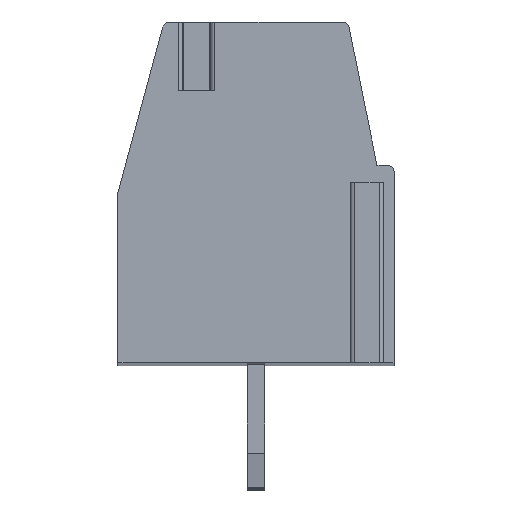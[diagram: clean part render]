
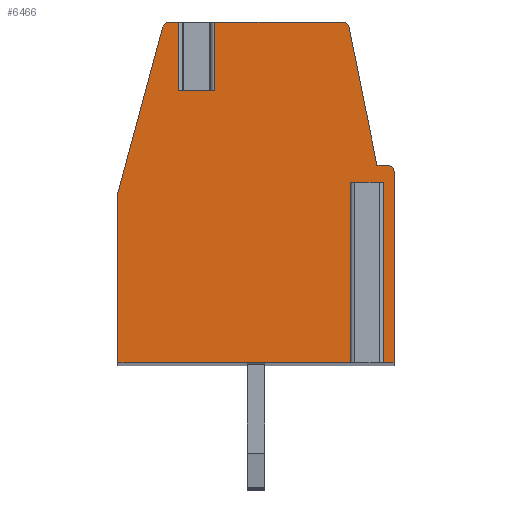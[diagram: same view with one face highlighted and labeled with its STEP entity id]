
A CAD part, top view. The second image highlights one B-rep face of the part: STEP entity #6466.
In plain terms, the highlighted planar face has unit normal (0, 0, 1).
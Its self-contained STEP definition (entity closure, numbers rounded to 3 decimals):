
#284=DIRECTION('',(-1.,0.,0.));
#285=VECTOR('',#284,1.07);
#286=CARTESIAN_POINT('',(-1.21,3.,2.5));
#287=LINE('',#286,#285);
#288=DIRECTION('',(0.,1.,0.));
#289=VECTOR('',#288,2.);
#290=CARTESIAN_POINT('',(-1.21,3.,2.5));
#291=LINE('',#290,#289);
#292=DIRECTION('',(-1.,0.,0.));
#293=VECTOR('',#292,3.746);
#294=CARTESIAN_POINT('',(2.536,5.,2.5));
#295=LINE('',#294,#293);
#296=CARTESIAN_POINT('',(2.536,4.8,2.5));
#297=DIRECTION('',(0.,0.,1.));
#298=DIRECTION('',(0.98,0.198,0.));
#299=AXIS2_PLACEMENT_3D('',#296,#297,#298);
#301=DIRECTION('',(-0.198,0.98,0.));
#302=VECTOR('',#301,4.122);
#303=CARTESIAN_POINT('',(3.55,0.8,2.5));
#304=LINE('',#303,#302);
#305=DIRECTION('',(-1.,0.,0.));
#306=VECTOR('',#305,0.3);
#307=CARTESIAN_POINT('',(3.85,0.8,2.5));
#308=LINE('',#307,#306);
#309=CARTESIAN_POINT('',(3.85,0.6,2.5));
#310=DIRECTION('',(0.,0.,1.));
#311=DIRECTION('',(1.,0.,0.));
#312=AXIS2_PLACEMENT_3D('',#309,#310,#311);
#314=DIRECTION('',(0.,1.,0.));
#315=VECTOR('',#314,5.6);
#316=CARTESIAN_POINT('',(4.05,-5.,2.5));
#317=LINE('',#316,#315);
#318=DIRECTION('',(1.,0.,0.));
#319=VECTOR('',#318,0.495);
#320=CARTESIAN_POINT('',(3.555,-5.,2.5));
#321=LINE('',#320,#319);
#322=DIRECTION('',(0.,1.,0.));
#323=VECTOR('',#322,5.3);
#324=CARTESIAN_POINT('',(3.555,-5.,2.5));
#325=LINE('',#324,#323);
#326=DIRECTION('',(1.,0.,0.));
#327=VECTOR('',#326,0.6);
#328=CARTESIAN_POINT('',(2.955,0.3,2.5));
#329=LINE('',#328,#327);
#330=DIRECTION('',(0.,1.,0.));
#331=VECTOR('',#330,5.3);
#332=CARTESIAN_POINT('',(2.955,-5.,2.5));
#333=LINE('',#332,#331);
#334=DIRECTION('',(1.,0.,0.));
#335=VECTOR('',#334,7.005);
#336=CARTESIAN_POINT('',(-4.05,-5.,2.5));
#337=LINE('',#336,#335);
#338=DIRECTION('',(0.,-1.,0.));
#339=VECTOR('',#338,5.);
#340=CARTESIAN_POINT('',(-4.05,0.,2.5));
#341=LINE('',#340,#339);
#342=DIRECTION('',(-0.261,-0.965,0.));
#343=VECTOR('',#342,5.026);
#344=CARTESIAN_POINT('',(-2.74,4.852,2.5));
#345=LINE('',#344,#343);
#346=CARTESIAN_POINT('',(-2.547,4.8,2.5));
#347=DIRECTION('',(0.,0.,1.));
#348=DIRECTION('',(0.,1.,0.));
#349=AXIS2_PLACEMENT_3D('',#346,#347,#348);
#351=DIRECTION('',(-1.,0.,0.));
#352=VECTOR('',#351,0.267);
#353=CARTESIAN_POINT('',(-2.28,5.,2.5));
#354=LINE('',#353,#352);
#355=DIRECTION('',(0.,1.,0.));
#356=VECTOR('',#355,2.);
#357=CARTESIAN_POINT('',(-2.28,3.,2.5));
#358=LINE('',#357,#356);
#4779=CARTESIAN_POINT('',(4.05,-5.,2.5));
#4780=CARTESIAN_POINT('',(4.05,0.6,2.5));
#4781=VERTEX_POINT('',#4779);
#4782=VERTEX_POINT('',#4780);
#4783=CARTESIAN_POINT('',(3.85,0.8,2.5));
#4784=VERTEX_POINT('',#4783);
#4785=CARTESIAN_POINT('',(3.55,0.8,2.5));
#4786=VERTEX_POINT('',#4785);
#4787=CARTESIAN_POINT('',(2.732,4.84,2.5));
#4788=VERTEX_POINT('',#4787);
#4789=CARTESIAN_POINT('',(2.536,5.,2.5));
#4790=VERTEX_POINT('',#4789);
#4791=CARTESIAN_POINT('',(-2.547,5.,2.5));
#4792=CARTESIAN_POINT('',(-2.74,4.852,2.5));
#4793=VERTEX_POINT('',#4791);
#4794=VERTEX_POINT('',#4792);
#4795=CARTESIAN_POINT('',(-4.05,0.,2.5));
#4796=VERTEX_POINT('',#4795);
#4797=CARTESIAN_POINT('',(-4.05,-5.,2.5));
#4798=VERTEX_POINT('',#4797);
#4815=CARTESIAN_POINT('',(2.955,0.3,2.5));
#4816=CARTESIAN_POINT('',(3.555,0.3,2.5));
#4817=VERTEX_POINT('',#4815);
#4818=VERTEX_POINT('',#4816);
#4819=CARTESIAN_POINT('',(2.955,-5.,2.5));
#4820=VERTEX_POINT('',#4819);
#4821=CARTESIAN_POINT('',(3.555,-5.,2.5));
#4822=VERTEX_POINT('',#4821);
#4891=CARTESIAN_POINT('',(-1.21,3.,2.5));
#4892=CARTESIAN_POINT('',(-2.28,3.,2.5));
#4893=VERTEX_POINT('',#4891);
#4894=VERTEX_POINT('',#4892);
#4895=CARTESIAN_POINT('',(-2.28,5.,2.5));
#4896=VERTEX_POINT('',#4895);
#4897=CARTESIAN_POINT('',(-1.21,5.,2.5));
#4898=VERTEX_POINT('',#4897);
#6426=CARTESIAN_POINT('',(0.,0.,2.5));
#6427=DIRECTION('',(0.,0.,1.));
#6428=DIRECTION('',(1.,0.,0.));
#6429=AXIS2_PLACEMENT_3D('',#6426,#6427,#6428);
#6430=PLANE('',#6429);
#6432=ORIENTED_EDGE('',*,*,#6431,.F.);
#6433=ORIENTED_EDGE('',*,*,#6417,.T.);
#6434=ORIENTED_EDGE('',*,*,#6298,.F.);
#6436=ORIENTED_EDGE('',*,*,#6435,.F.);
#6438=ORIENTED_EDGE('',*,*,#6437,.F.);
#6440=ORIENTED_EDGE('',*,*,#6439,.F.);
#6442=ORIENTED_EDGE('',*,*,#6441,.F.);
#6444=ORIENTED_EDGE('',*,*,#6443,.F.);
#6446=ORIENTED_EDGE('',*,*,#6445,.F.);
#6448=ORIENTED_EDGE('',*,*,#6447,.T.);
#6450=ORIENTED_EDGE('',*,*,#6449,.F.);
#6452=ORIENTED_EDGE('',*,*,#6451,.F.);
#6454=ORIENTED_EDGE('',*,*,#6453,.F.);
#6456=ORIENTED_EDGE('',*,*,#6455,.F.);
#6458=ORIENTED_EDGE('',*,*,#6457,.F.);
#6460=ORIENTED_EDGE('',*,*,#6459,.F.);
#6461=ORIENTED_EDGE('',*,*,#6281,.F.);
#6463=ORIENTED_EDGE('',*,*,#6462,.F.);
#6464=EDGE_LOOP('',(#6432,#6433,#6434,#6436,#6438,#6440,#6442,#6444,#6446,#6448,
#6450,#6452,#6454,#6456,#6458,#6460,#6461,#6463));
#6465=FACE_OUTER_BOUND('',#6464,.F.);
#300=CIRCLE('',#299,0.2);
#313=CIRCLE('',#312,0.2);
#350=CIRCLE('',#349,0.2);
#6281=EDGE_CURVE('',#4896,#4793,#354,.T.);
#6298=EDGE_CURVE('',#4790,#4898,#295,.T.);
#6417=EDGE_CURVE('',#4893,#4898,#291,.T.);
#6431=EDGE_CURVE('',#4893,#4894,#287,.T.);
#6435=EDGE_CURVE('',#4788,#4790,#300,.T.);
#6437=EDGE_CURVE('',#4786,#4788,#304,.T.);
#6439=EDGE_CURVE('',#4784,#4786,#308,.T.);
#6441=EDGE_CURVE('',#4782,#4784,#313,.T.);
#6443=EDGE_CURVE('',#4781,#4782,#317,.T.);
#6445=EDGE_CURVE('',#4822,#4781,#321,.T.);
#6447=EDGE_CURVE('',#4822,#4818,#325,.T.);
#6449=EDGE_CURVE('',#4817,#4818,#329,.T.);
#6451=EDGE_CURVE('',#4820,#4817,#333,.T.);
#6453=EDGE_CURVE('',#4798,#4820,#337,.T.);
#6455=EDGE_CURVE('',#4796,#4798,#341,.T.);
#6457=EDGE_CURVE('',#4794,#4796,#345,.T.);
#6459=EDGE_CURVE('',#4793,#4794,#350,.T.);
#6462=EDGE_CURVE('',#4894,#4896,#358,.T.);
#6466=ADVANCED_FACE('',(#6465),#6430,.T.);
